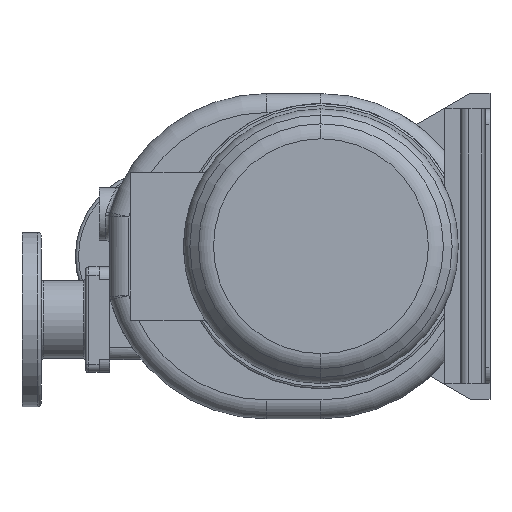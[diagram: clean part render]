
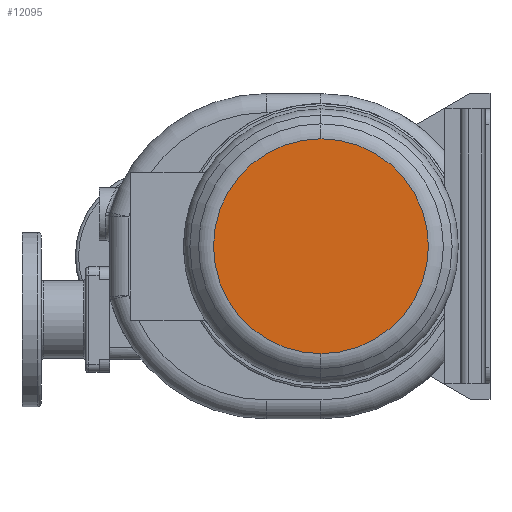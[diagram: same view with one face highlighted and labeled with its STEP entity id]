
A CAD part, left-side view. The second image highlights one B-rep face of the part: STEP entity #12095.
In plain terms, the highlighted planar face has unit normal (-1, 0, 0).
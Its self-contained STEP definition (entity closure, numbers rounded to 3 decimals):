
#1=CARTESIAN_POINT('',(0.,0.,0.));
#2=DIRECTION('',(-1.,0.,0.));
#3=DIRECTION('',(0.,0.,-1.));
#4=AXIS2_PLACEMENT_3D('',#1,#2,#3);
#6=CARTESIAN_POINT('',(0.,0.,0.));
#7=DIRECTION('',(-1.,0.,0.));
#8=DIRECTION('',(0.,0.,1.));
#9=AXIS2_PLACEMENT_3D('',#6,#7,#8);
#10725=CARTESIAN_POINT('',(0.,0.,-101.716));
#10726=CARTESIAN_POINT('',(0.,0.,101.716));
#10727=VERTEX_POINT('',#10725);
#10728=VERTEX_POINT('',#10726);
#12084=CARTESIAN_POINT('',(0.,0.,0.));
#12085=DIRECTION('',(1.,0.,0.));
#12086=DIRECTION('',(0.,0.,-1.));
#12087=AXIS2_PLACEMENT_3D('',#12084,#12085,#12086);
#12088=PLANE('',#12087);
#12090=ORIENTED_EDGE('',*,*,#12089,.F.);
#12092=ORIENTED_EDGE('',*,*,#12091,.F.);
#12093=EDGE_LOOP('',(#12090,#12092));
#12094=FACE_OUTER_BOUND('',#12093,.F.);
#12095=ADVANCED_FACE('',(#12094),#12088,.F.);
#5=CIRCLE('',#4,101.716);
#10=CIRCLE('',#9,101.716);
#12089=EDGE_CURVE('',#10727,#10728,#5,.T.);
#12091=EDGE_CURVE('',#10728,#10727,#10,.T.);
